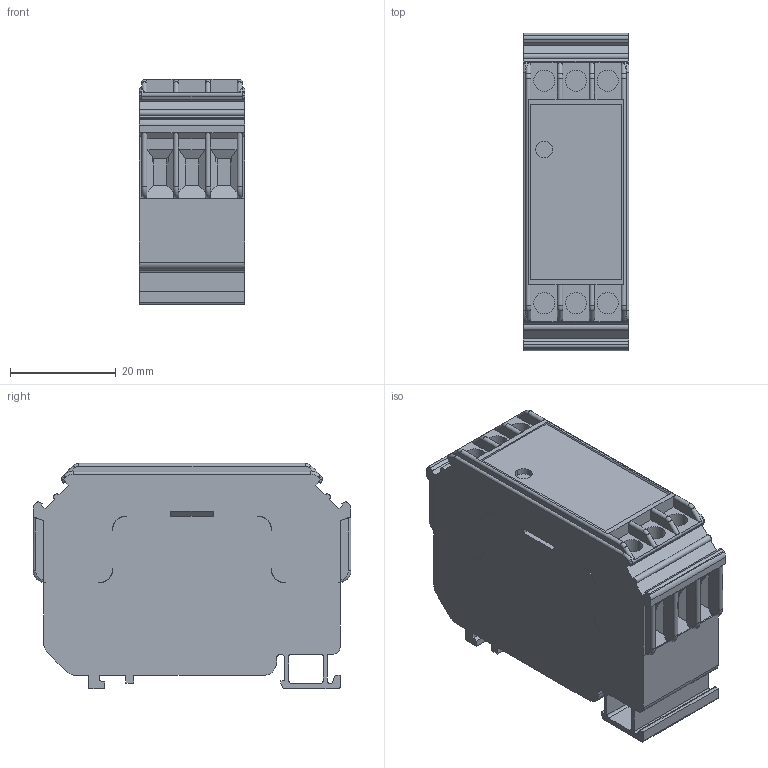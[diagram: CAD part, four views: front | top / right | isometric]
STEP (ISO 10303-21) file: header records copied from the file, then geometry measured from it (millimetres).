
FILE_DESCRIPTION((''),'2;1');
FILE_NAME('CAD-9188_SW0001','2024-09-12T08:15:21',('creinig-se'),(''),'CREO PARAMETRIC BY PTC INC, 2022284','CREO PARAMETRIC BY PTC INC, 2022284','');
FILE_SCHEMA(('CONFIG_CONTROL_DESIGN','SHAPE_APPEARANCE_LAYERS_GROUPS'));
Length unit declared in the file: millimetre
Products named in the file (1): CAD-9188_SW0001
Bounding box: 20 x 60 x 42.5 mm (x, y, z)
Volume: 37812.7 mm3; surface area: 13278.7 mm2
Topology: 1 solids, 1 shells, 423 faces, 1169 edges, 772 vertices
Faces by surface type: plane 285, cylinder 110, torus 20, bspline 8
Entity records: 16803 total; most frequent: CARTESIAN_POINT 2853, ORIENTED_EDGE 2338, DIRECTION 2189, EDGE_CURVE 1169, VECTOR 819, LINE 819, VERTEX_POINT 772, AXIS2_PLACEMENT_3D 685
